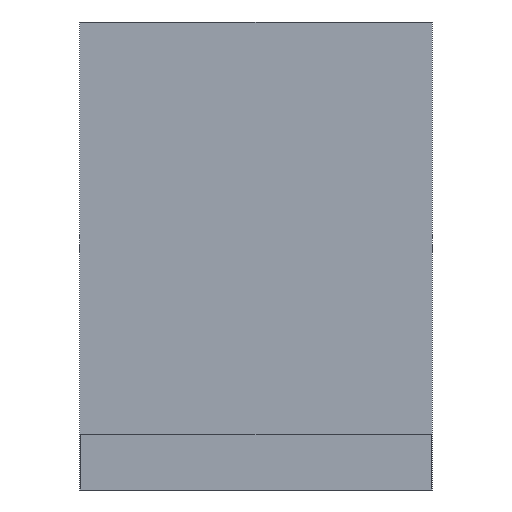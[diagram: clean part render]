
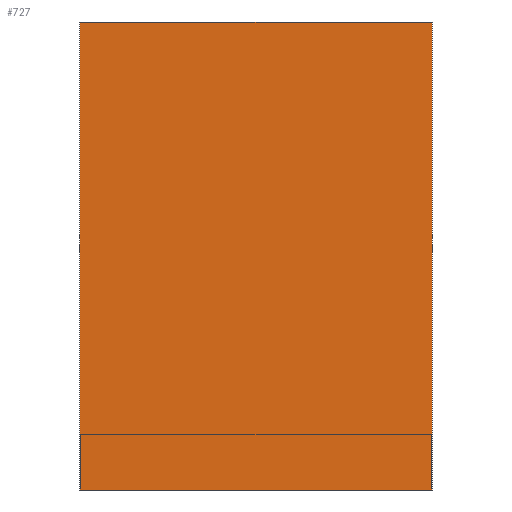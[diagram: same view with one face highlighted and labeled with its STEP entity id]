
A CAD part, left-side view. The second image highlights one B-rep face of the part: STEP entity #727.
In plain terms, the highlighted planar face has unit normal (-1, 0, 0).
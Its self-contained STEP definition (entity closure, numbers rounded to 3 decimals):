
#16 = VERTEX_POINT ( 'NONE', #28 ) ;
#27 = CARTESIAN_POINT ( 'NONE',  ( -320., 320., -850. ) ) ;
#28 = CARTESIAN_POINT ( 'NONE',  ( -320., -320., -850. ) ) ;
#55 = CARTESIAN_POINT ( 'NONE',  ( -320., 320., 0. ) ) ;
#64 = EDGE_CURVE ( 'NONE', #16, #658, #591, .T. ) ;
#83 = VERTEX_POINT ( 'NONE', #524 ) ;
#127 = AXIS2_PLACEMENT_3D ( 'NONE', #137, #130, #395 ) ;
#130 = DIRECTION ( 'NONE',  ( -1., 0., 0. ) ) ;
#132 = ORIENTED_EDGE ( 'NONE', *, *, #183, .F. ) ;
#137 = CARTESIAN_POINT ( 'NONE',  ( -320., 320., -750. ) ) ;
#181 = CARTESIAN_POINT ( 'NONE',  ( -320., -320., 0. ) ) ;
#183 = EDGE_CURVE ( 'NONE', #16, #320, #689, .T. ) ;
#186 = ORIENTED_EDGE ( 'NONE', *, *, #547, .F. ) ;
#201 = VECTOR ( 'NONE', #710, 1000. ) ;
#247 = LINE ( 'NONE', #266, #466 ) ;
#266 = CARTESIAN_POINT ( 'NONE',  ( -320., 320., -750. ) ) ;
#320 = VERTEX_POINT ( 'NONE', #27 ) ;
#328 = EDGE_CURVE ( 'NONE', #320, #83, #247, .T. ) ;
#329 = DIRECTION ( 'NONE',  ( 0., 0., 1. ) ) ;
#342 = ORIENTED_EDGE ( 'NONE', *, *, #328, .F. ) ;
#349 = DIRECTION ( 'NONE',  ( 0., 0., 1. ) ) ;
#361 = EDGE_LOOP ( 'NONE', ( #186, #342, #132, #538 ) ) ;
#395 = DIRECTION ( 'NONE',  ( 0., -1., 0. ) ) ;
#427 = DIRECTION ( 'NONE',  ( 0., -1., 0. ) ) ;
#466 = VECTOR ( 'NONE', #329, 1000. ) ;
#524 = CARTESIAN_POINT ( 'NONE',  ( -320., 320., 0. ) ) ;
#538 = ORIENTED_EDGE ( 'NONE', *, *, #64, .T. ) ;
#547 = EDGE_CURVE ( 'NONE', #83, #658, #613, .T. ) ;
#569 = PLANE ( 'NONE',  #127 ) ;
#591 = LINE ( 'NONE', #699, #677 ) ;
#604 = FACE_OUTER_BOUND ( 'NONE', #361, .T. ) ;
#613 = LINE ( 'NONE', #55, #729 ) ;
#658 = VERTEX_POINT ( 'NONE', #181 ) ;
#677 = VECTOR ( 'NONE', #349, 1000. ) ;
#689 = LINE ( 'NONE', #705, #201 ) ;
#699 = CARTESIAN_POINT ( 'NONE',  ( -320., -320., -750. ) ) ;
#705 = CARTESIAN_POINT ( 'NONE',  ( -320., -320., -850. ) ) ;
#710 = DIRECTION ( 'NONE',  ( 0., 1., 0. ) ) ;
#727 = ADVANCED_FACE ( 'NONE', ( #604 ), #569, .T. ) ;
#729 = VECTOR ( 'NONE', #427, 1000. ) ;
